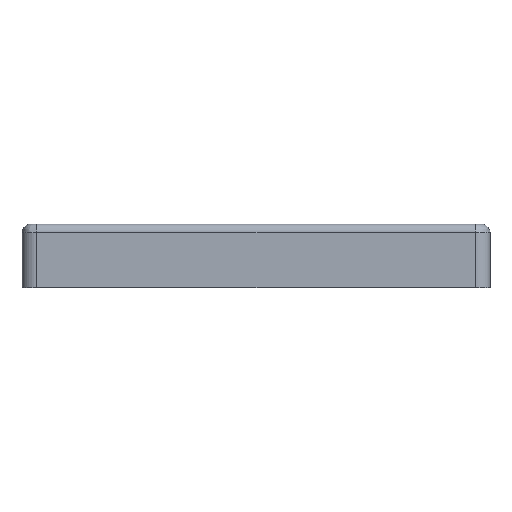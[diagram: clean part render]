
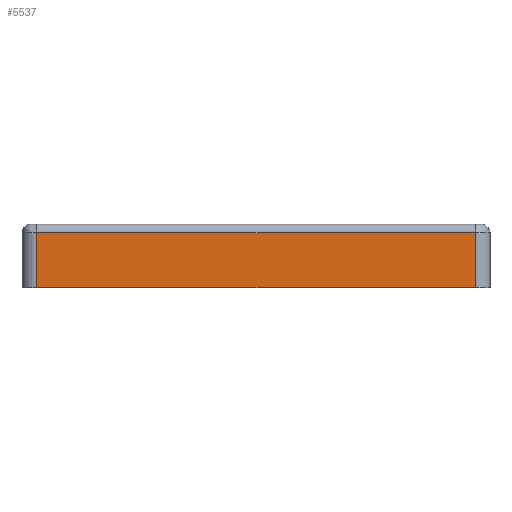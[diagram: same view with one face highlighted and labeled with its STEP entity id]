
A CAD part, front view. The second image highlights one B-rep face of the part: STEP entity #5537.
In plain terms, the highlighted planar face has unit normal (0, -1, 0).
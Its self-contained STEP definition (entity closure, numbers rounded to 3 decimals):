
#235=PLANE('',#5737);
#529=FACE_OUTER_BOUND('',#858,.T.);
#858=EDGE_LOOP('',(#5004,#5005,#5006,#5007));
#1319=LINE('',#10548,#1806);
#1343=LINE('',#10675,#1830);
#1346=LINE('',#10680,#1833);
#1347=LINE('',#10682,#1834);
#1806=VECTOR('',#6474,10.);
#1830=VECTOR('',#6572,10.);
#1833=VECTOR('',#6579,10.);
#1834=VECTOR('',#6582,10.);
#2635=VERTEX_POINT('',#10545);
#2636=VERTEX_POINT('',#10547);
#2651=VERTEX_POINT('',#10601);
#2666=VERTEX_POINT('',#10668);
#3407=EDGE_CURVE('',#2635,#2636,#1319,.T.);
#3457=EDGE_CURVE('',#2651,#2666,#1343,.T.);
#3460=EDGE_CURVE('',#2666,#2635,#1346,.T.);
#3461=EDGE_CURVE('',#2636,#2651,#1347,.T.);
#5004=ORIENTED_EDGE('',*,*,#3457,.F.);
#5005=ORIENTED_EDGE('',*,*,#3461,.F.);
#5006=ORIENTED_EDGE('',*,*,#3407,.F.);
#5007=ORIENTED_EDGE('',*,*,#3460,.F.);
#5537=ADVANCED_FACE('',(#529),#235,.T.);
#5737=AXIS2_PLACEMENT_3D('',#10681,#6580,#6581);
#6474=DIRECTION('',(-1.,0.,0.));
#6572=DIRECTION('',(1.,0.,0.));
#6579=DIRECTION('',(0.,0.,-1.));
#6580=DIRECTION('center_axis',(0.,-1.,0.));
#6581=DIRECTION('ref_axis',(1.,0.,0.));
#6582=DIRECTION('',(0.,0.,1.));
#10545=CARTESIAN_POINT('',(206.,-135.,15.));
#10547=CARTESIAN_POINT('',(103.,-135.,15.));
#10548=CARTESIAN_POINT('',(209.5,-135.,15.));
#10601=CARTESIAN_POINT('',(103.,-135.,28.));
#10668=CARTESIAN_POINT('',(206.,-135.,28.));
#10675=CARTESIAN_POINT('',(127.,-135.,28.));
#10680=CARTESIAN_POINT('',(206.,-135.,15.));
#10681=CARTESIAN_POINT('Origin',(99.5,-135.,15.));
#10682=CARTESIAN_POINT('',(103.,-135.,15.));
